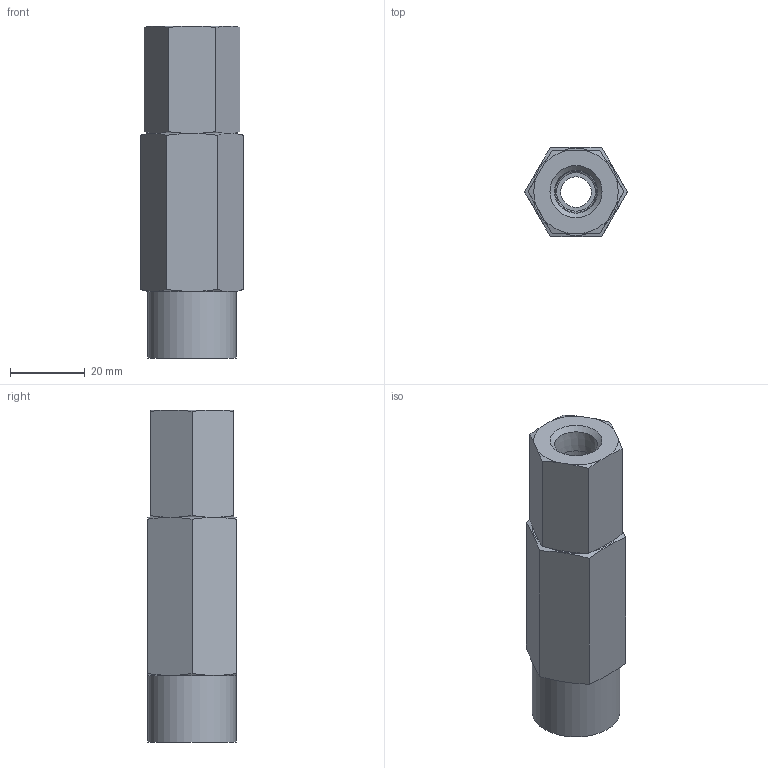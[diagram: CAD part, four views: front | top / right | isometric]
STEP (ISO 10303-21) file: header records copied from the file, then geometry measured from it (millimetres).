
FILE_DESCRIPTION((''),'2;1');
FILE_NAME('1302.stp','2013-01-04T16:10:41',('jml'),(''),'Autodesk Inventor 2010','Autodesk Inventor 2010','');
FILE_SCHEMA(('AUTOMOTIVE_DESIGN { 1 0 10303 214 1 1 1 1 }'));
Length unit declared in the file: inch
Products named in the file (3): 1302; 320111; 320134
Assembly tree (2 placements, depth 2):
  1302
    320111
    320134
Bounding box: 27.48 x 23.8 x 88.9 mm (x, y, z)
Volume: 30651.7 mm3; surface area: 13377.5 mm2
Topology: 2 solids, 2 shells, 61 faces, 138 edges, 89 vertices
Faces by surface type: plane 23, bspline 15, cone 15, cylinder 7, torus 1
Full cylindrical faces by diameter (mm): 8.204 x1, 10.681 x1, 10.693 x1, 14.224 x1, 16.815 x1, 19.05 x1, 23.622 x1
Entity records: 1774 total; most frequent: CARTESIAN_POINT 570, DIRECTION 220, ORIENTED_EDGE 216, EDGE_CURVE 108, AXIS2_PLACEMENT_3D 98, EDGE_LOOP 97, VERTEX_POINT 83, FACE_OUTER_BOUND 61
